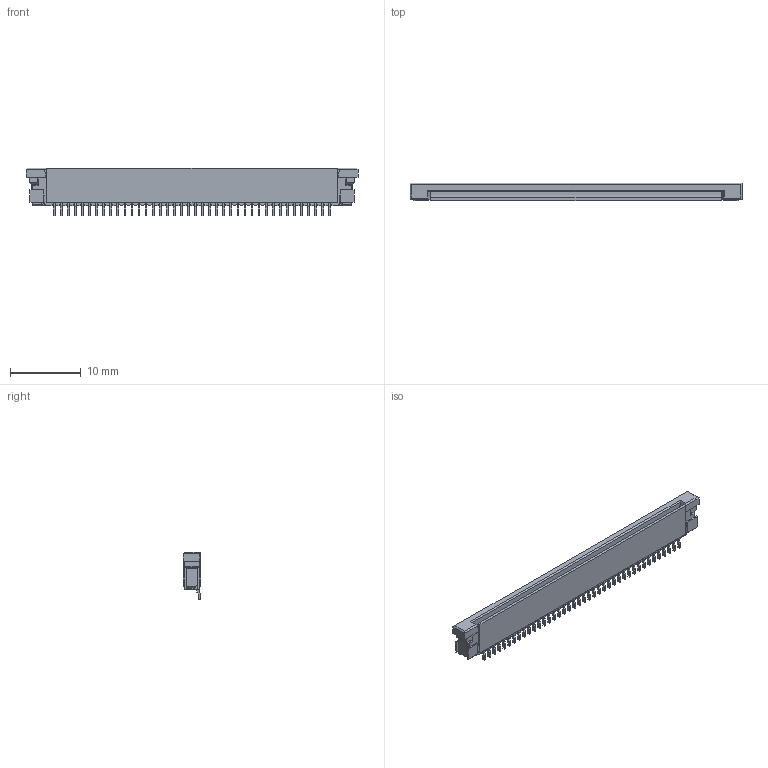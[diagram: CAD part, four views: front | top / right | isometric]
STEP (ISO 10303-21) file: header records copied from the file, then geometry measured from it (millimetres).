
FILE_DESCRIPTION (( 'STEP AP214' ), '1' );
FILE_NAME ('FFC3B07-40-T.STEP', '2024-02-04T17:23:02', ( '' ), ( '' ), 'SwSTEP 2.0', 'SolidWorks 2021', '' );
FILE_SCHEMA (( 'AUTOMOTIVE_DESIGN' ));
Length unit declared in the file: millimetre
Products named in the file (3): pin^FFC3B07-xxxx ass; FFC3B07-xxxx_40; FFC3B07-40-T
Assembly tree (41 placements, depth 2):
  FFC3B07-40-T
    FFC3B07-xxxx_40
    pin^FFC3B07-xxxx ass  x40
Bounding box: 47 x 2.5 x 6.75 mm (x, y, z)
Volume: 494.5 mm3; surface area: 1628.7 mm2
Topology: 44 solids, 44 shells, 1038 faces, 2685 edges, 1772 vertices
Faces by surface type: plane 866, cylinder 168, cone 4
Entity records: 11265 total; most frequent: CARTESIAN_POINT 1947, ORIENTED_EDGE 1852, DIRECTION 1788, EDGE_CURVE 926, LINE 902, VECTOR 902, VERTEX_POINT 602, AXIS2_PLACEMENT_3D 443
